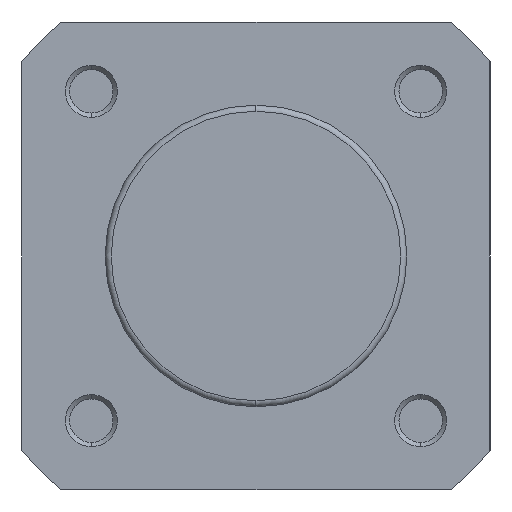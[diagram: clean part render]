
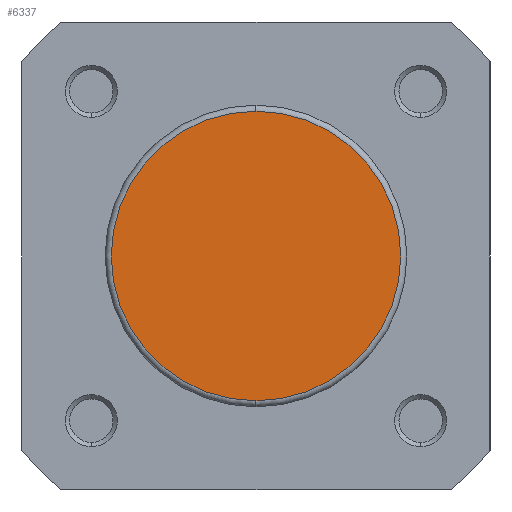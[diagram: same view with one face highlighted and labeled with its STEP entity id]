
A CAD part, left-side view. The second image highlights one B-rep face of the part: STEP entity #6337.
In plain terms, the highlighted planar face has unit normal (-1, 0, 0).
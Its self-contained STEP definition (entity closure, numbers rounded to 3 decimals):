
#616 = CARTESIAN_POINT ( 'NONE',  ( 0., -17.4, 0. ) ) ;
#617 = PLANE ( 'NONE',  #824 ) ;
#619 = DIRECTION ( 'NONE',  ( -1., 0., 0. ) ) ;
#620 = DIRECTION ( 'NONE',  ( 0., 0., 1. ) ) ;
#824 = AXIS2_PLACEMENT_3D ( 'NONE', #616, #619, #620 ) ;
#1220 = FACE_OUTER_BOUND ( 'NONE', #3448, .T. ) ;
#1359 = CARTESIAN_POINT ( 'NONE',  ( 0., 0., 16.7 ) ) ;
#1472 = CARTESIAN_POINT ( 'NONE',  ( 0., 0., -16.7 ) ) ;
#3137 = CIRCLE ( 'NONE', #5952, 16.7 ) ;
#3230 = CIRCLE ( 'NONE', #5982, 16.7 ) ;
#3448 = EDGE_LOOP ( 'NONE', ( #3609, #3608 ) ) ;
#3608 = ORIENTED_EDGE ( 'NONE', *, *, #5811, .T. ) ;
#3609 = ORIENTED_EDGE ( 'NONE', *, *, #5748, .T. ) ;
#4629 = CARTESIAN_POINT ( 'NONE',  ( 0., 0., 0. ) ) ;
#4630 = DIRECTION ( 'NONE',  ( -1., 0., 0. ) ) ;
#4631 = DIRECTION ( 'NONE',  ( 0., 0., 1. ) ) ;
#4779 = CARTESIAN_POINT ( 'NONE',  ( 0., 0., 0. ) ) ;
#4786 = DIRECTION ( 'NONE',  ( -1., 0., 0. ) ) ;
#4787 = DIRECTION ( 'NONE',  ( 0., 0., 1. ) ) ;
#5309 = VERTEX_POINT ( 'NONE', #1359 ) ;
#5310 = VERTEX_POINT ( 'NONE', #1472 ) ;
#5748 = EDGE_CURVE ( 'NONE', #5309, #5310, #3137, .T. ) ;
#5811 = EDGE_CURVE ( 'NONE', #5310, #5309, #3230, .T. ) ;
#5952 = AXIS2_PLACEMENT_3D ( 'NONE', #4629, #4630, #4631 ) ;
#5982 = AXIS2_PLACEMENT_3D ( 'NONE', #4779, #4786, #4787 ) ;
#6337 = ADVANCED_FACE ( 'NONE', ( #1220 ), #617, .T. ) ;
